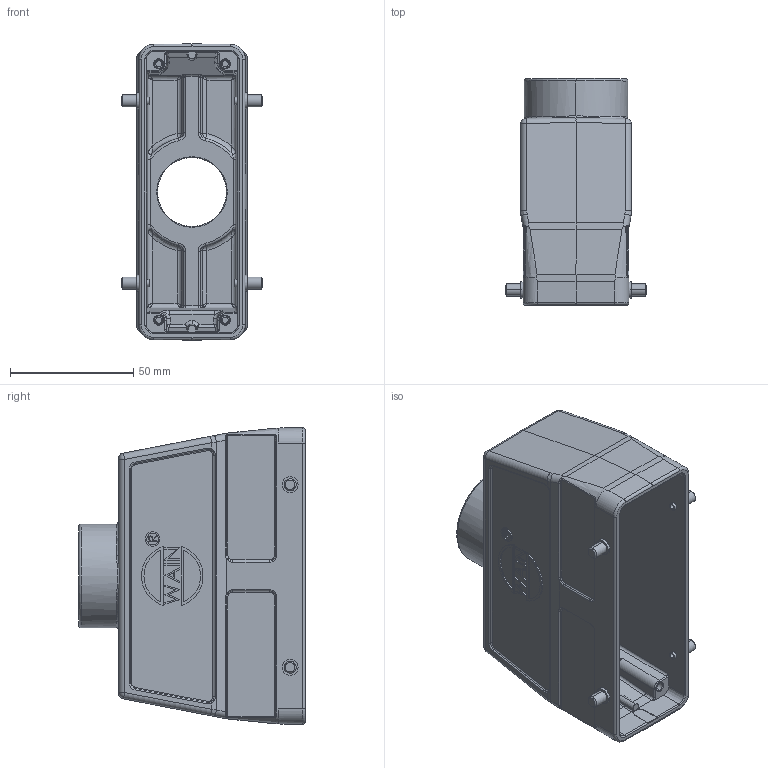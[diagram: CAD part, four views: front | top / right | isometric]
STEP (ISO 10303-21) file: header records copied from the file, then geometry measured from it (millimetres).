
FILE_DESCRIPTION((''),'2;1');
FILE_NAME('3D_1116244355501_EMC_H24B-TEH-4','2024-02-04T',('13034'),(''),'PRO/ENGINEER BY PARAMETRIC TECHNOLOGY CORPORATION, 2012480','PRO/ENGINEER BY PARAMETRIC TECHNOLOGY CORPORATION, 2012480','');
FILE_SCHEMA(('CONFIG_CONTROL_DESIGN'));
Length unit declared in the file: millimetre
Products named in the file (1): 3D_1116244355501_EMC_H24B-TEH-4
Bounding box: 57.6 x 92 x 120.2 mm (x, y, z)
Volume: 103309.4 mm3; surface area: 56794.8 mm2
Topology: 1 solids, 1 shells, 761 faces, 1849 edges, 1108 vertices
Faces by surface type: plane 254, cylinder 234, bspline 138, torus 67, cone 50, extrusion 10, sphere 8
Entity records: 30378 total; most frequent: CARTESIAN_POINT 13683, ORIENTED_EDGE 3626, DIRECTION 3174, EDGE_CURVE 1813, AXIS2_PLACEMENT_3D 1158, VERTEX_POINT 1108, VECTOR 858, LINE 848
